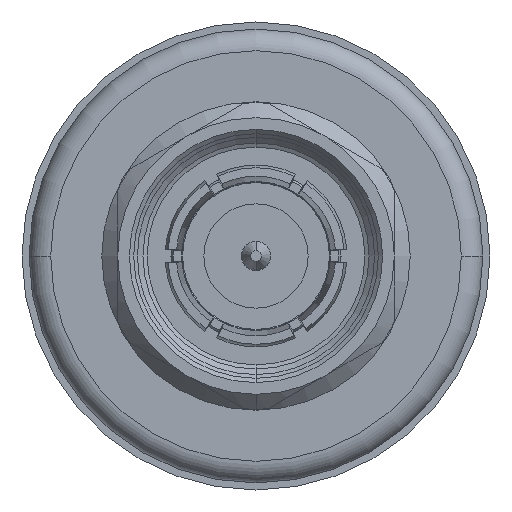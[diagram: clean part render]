
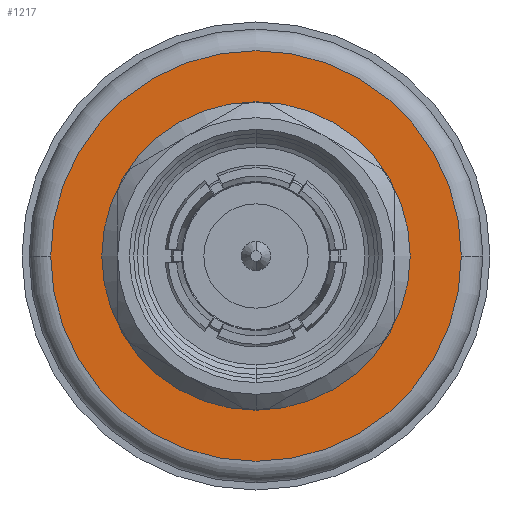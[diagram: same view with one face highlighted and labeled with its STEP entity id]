
A CAD part, left-side view. The second image highlights one B-rep face of the part: STEP entity #1217.
In plain terms, the highlighted planar face has unit normal (-1, 0, 0).
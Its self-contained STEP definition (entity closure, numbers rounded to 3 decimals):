
#3 = CARTESIAN_POINT ( 'NONE',  ( 120.081, 10.668, 0. ) ) ;
#149 = CARTESIAN_POINT ( 'NONE',  ( 120.081, 0., 0. ) ) ;
#250 = DIRECTION ( 'NONE',  ( -1., 0., 0. ) ) ;
#343 = VERTEX_POINT ( 'NONE', #10855 ) ;
#472 = DIRECTION ( 'NONE',  ( -1., 0., 0. ) ) ;
#1114 = CIRCLE ( 'NONE', #2538, 9.652 ) ;
#1217 = ADVANCED_FACE ( 'NONE', ( #1660, #5731 ), #1442, .F. ) ;
#1435 = CARTESIAN_POINT ( 'NONE',  ( 120.081, 0., 0. ) ) ;
#1442 = PLANE ( 'NONE',  #3614 ) ;
#1660 = FACE_OUTER_BOUND ( 'NONE', #5900, .T. ) ;
#2040 = DIRECTION ( 'NONE',  ( 0., 1., 0. ) ) ;
#2340 = ORIENTED_EDGE ( 'NONE', *, *, #7157, .F. ) ;
#2538 = AXIS2_PLACEMENT_3D ( 'NONE', #149, #250, #3576 ) ;
#2685 = EDGE_CURVE ( 'NONE', #3835, #5008, #4311, .T. ) ;
#2913 = EDGE_CURVE ( 'NONE', #5008, #3835, #1114, .T. ) ;
#2930 = VERTEX_POINT ( 'NONE', #5149 ) ;
#3018 = DIRECTION ( 'NONE',  ( 0., 0., -1. ) ) ;
#3368 = DIRECTION ( 'NONE',  ( 0., 0., 1. ) ) ;
#3576 = DIRECTION ( 'NONE',  ( 0., 1., 0. ) ) ;
#3614 = AXIS2_PLACEMENT_3D ( 'NONE', #3, #4829, #3368 ) ;
#3710 = CARTESIAN_POINT ( 'NONE',  ( 120.081, 9.652, 0. ) ) ;
#3819 = EDGE_LOOP ( 'NONE', ( #2340, #5747 ) ) ;
#3835 = VERTEX_POINT ( 'NONE', #3710 ) ;
#4270 = ORIENTED_EDGE ( 'NONE', *, *, #2913, .T. ) ;
#4311 = CIRCLE ( 'NONE', #7682, 9.652 ) ;
#4695 = CARTESIAN_POINT ( 'NONE',  ( 120.081, 0., 0. ) ) ;
#4829 = DIRECTION ( 'NONE',  ( 1., 0., 0. ) ) ;
#5008 = VERTEX_POINT ( 'NONE', #5914 ) ;
#5149 = CARTESIAN_POINT ( 'NONE',  ( 120.081, 0., 5.524 ) ) ;
#5237 = CIRCLE ( 'NONE', #8796, 5.525 ) ;
#5396 = AXIS2_PLACEMENT_3D ( 'NONE', #6593, #6648, #10047 ) ;
#5731 = FACE_BOUND ( 'NONE', #3819, .T. ) ;
#5747 = ORIENTED_EDGE ( 'NONE', *, *, #10315, .F. ) ;
#5900 = EDGE_LOOP ( 'NONE', ( #10427, #4270 ) ) ;
#5914 = CARTESIAN_POINT ( 'NONE',  ( 120.081, -9.652, 0. ) ) ;
#6272 = DIRECTION ( 'NONE',  ( -1., 0., 0. ) ) ;
#6593 = CARTESIAN_POINT ( 'NONE',  ( 120.081, 0., 0. ) ) ;
#6648 = DIRECTION ( 'NONE',  ( -1., 0., 0. ) ) ;
#7157 = EDGE_CURVE ( 'NONE', #343, #2930, #5237, .T. ) ;
#7682 = AXIS2_PLACEMENT_3D ( 'NONE', #1435, #6272, #2040 ) ;
#8796 = AXIS2_PLACEMENT_3D ( 'NONE', #4695, #472, #3018 ) ;
#9468 = CIRCLE ( 'NONE', #5396, 5.525 ) ;
#10047 = DIRECTION ( 'NONE',  ( 0., 0., -1. ) ) ;
#10315 = EDGE_CURVE ( 'NONE', #2930, #343, #9468, .T. ) ;
#10427 = ORIENTED_EDGE ( 'NONE', *, *, #2685, .T. ) ;
#10855 = CARTESIAN_POINT ( 'NONE',  ( 120.081, 0., -5.525 ) ) ;
